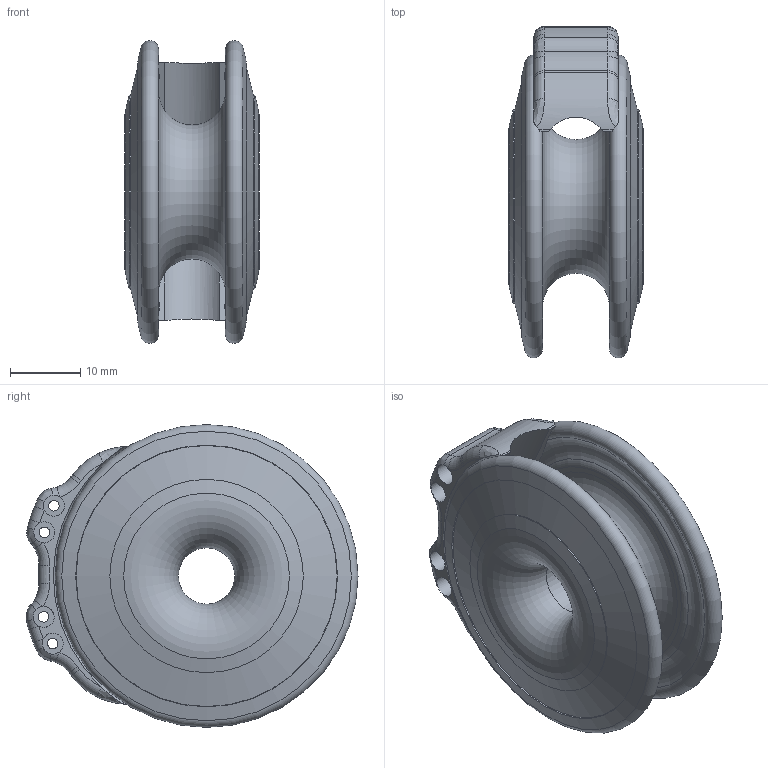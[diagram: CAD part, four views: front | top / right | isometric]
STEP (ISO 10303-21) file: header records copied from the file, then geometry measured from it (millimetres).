
FILE_DESCRIPTION(/* description */ (''),/* implementation_level */ '2;1');
FILE_NAME(/* name */ 'RR43.08.stp',/* time_stamp */ '2020-10-01T14:01:53+02:00',/* author */ ('lucade'),/* organization */ (''),/* preprocessor_version */ 'ST-DEVELOPER v18.1',/* originating_system */ 'Autodesk Inventor 2021',/* authorisation */ '');
FILE_SCHEMA (('AUTOMOTIVE_DESIGN { 1 0 10303 214 3 1 1 }'));
Length unit declared in the file: millimetre
Products named in the file (1): Parte1
Bounding box: 19.14 x 47.13 x 43 mm (x, y, z)
Volume: 14336.6 mm3; surface area: 8466.1 mm2
Topology: 2 solids, 2 shells, 128 faces, 312 edges, 188 vertices
Faces by surface type: torus 54, cylinder 32, plane 20, bspline 12, cone 10
Full cylindrical faces by diameter (mm): 1.5 x4, 3 x8, 8 x1
Entity records: 4240 total; most frequent: CARTESIAN_POINT 1160, DIRECTION 701, ORIENTED_EDGE 624, AXIS2_PLACEMENT_3D 324, EDGE_CURVE 312, CIRCLE 203, VERTEX_POINT 188, EDGE_LOOP 138
